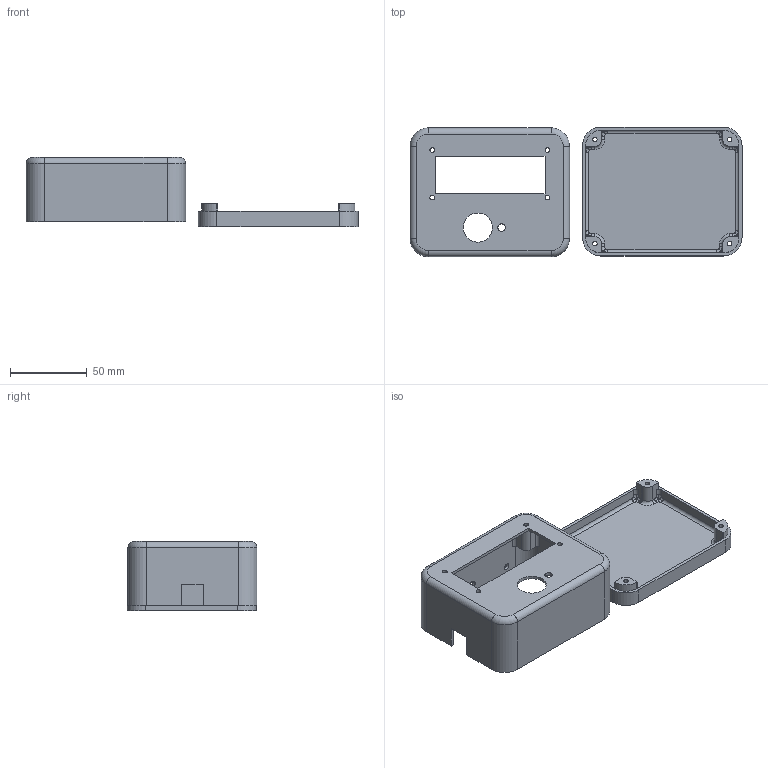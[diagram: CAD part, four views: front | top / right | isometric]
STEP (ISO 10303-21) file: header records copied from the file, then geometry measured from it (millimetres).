
FILE_DESCRIPTION(/* description */ (''),/* implementation_level */ '2;1');
FILE_NAME(/* name */ 'Litterbox_breadboard.step',/* time_stamp */ '2023-07-05T15:32:42+02:00',/* author */ (''),/* organization */ (''),/* preprocessor_version */ 'ST-DEVELOPER v19.2',/* originating_system */ 'Autodesk Translation Framework v12.6.0.85',/* authorisation */ '');
FILE_SCHEMA (('AUTOMOTIVE_DESIGN { 1 0 10303 214 3 1 1 }'));
Length unit declared in the file: millimetre
Products named in the file (1): Litterbox
Bounding box: 216.41 x 84.56 x 45 mm (x, y, z)
Volume: 73995.5 mm3; surface area: 65868.4 mm2
Topology: 2 solids, 2 shells, 267 faces, 689 edges, 435 vertices
Faces by surface type: bspline 96, cylinder 89, plane 70, torus 12
Full cylindrical faces by diameter (mm): 3 x12, 4 x1, 5 x1, 6 x5, 19 x1
Entity records: 11687 total; most frequent: CARTESIAN_POINT 5289, ORIENTED_EDGE 1378, DIRECTION 1266, EDGE_CURVE 689, AXIS2_PLACEMENT_3D 503, VERTEX_POINT 435, CIRCLE 331, EDGE_LOOP 302
